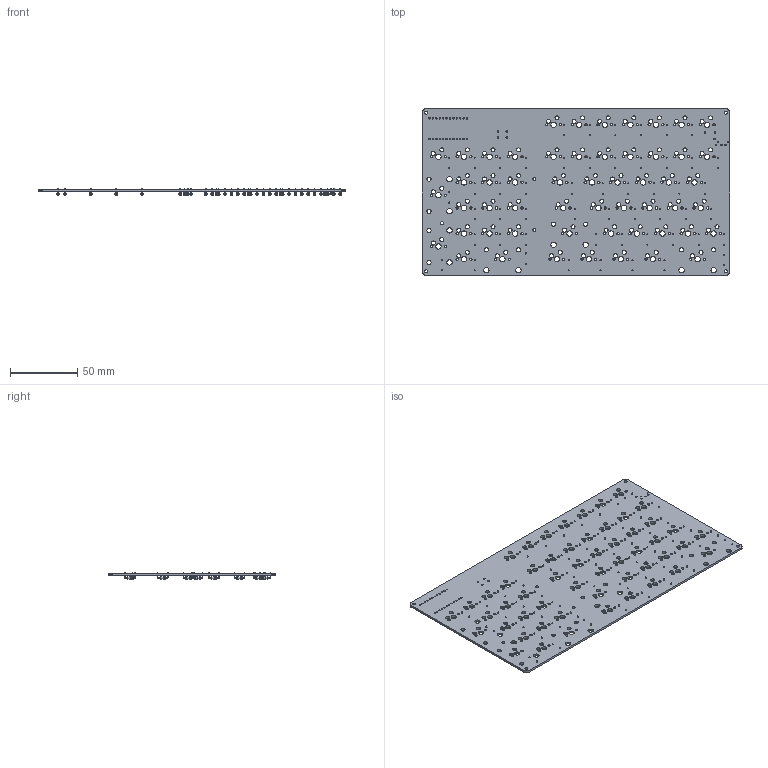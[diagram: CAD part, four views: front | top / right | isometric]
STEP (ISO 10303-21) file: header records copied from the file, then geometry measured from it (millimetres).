
FILE_DESCRIPTION(('KiCad electronic assembly'),'2;1');
FILE_NAME('Entry-left.step','2023-08-01T19:45:59',('Pcbnew'),('Kicad'), 'Open CASCADE STEP processor 7.6','KiCad to STEP converter','Unknown' );
FILE_SCHEMA(('AUTOMOTIVE_DESIGN { 1 0 10303 214 1 1 1 1 }'));
Length unit declared in the file: millimetre
Products named in the file (4): Entry-left 1; D_DO-35_SOD27_P7.62mm_Horizontal; COMPOUND; Entry-left PCB
Assembly tree (56 placements, depth 3):
  Entry-left 1
    D_DO-35_SOD27_P7.62mm_Horizontal  x54
      COMPOUND
    Entry-left PCB
Bounding box: 228.84 x 124.06 x 5.01 mm (x, y, z)
Volume: 43018.7 mm3; surface area: 61475.7 mm2
Topology: 109 solids, 109 shells, 1457 faces, 3069 edges, 1938 vertices
Faces by surface type: cylinder 759, plane 482, torus 216
Full cylindrical faces by diameter (mm): 0.5 x162, 0.8 x110, 1.1 x24, 1.3 x4, 1.75 x108, 2 x108, 2.02 x54, 2.2 x7, 3 x108, 3.048 x10, 3.988 x64
Entity records: 49103 total; most frequent: CARTESIAN_POINT 12485, DIRECTION 6739, LINE 3625, VECTOR 3625, ORIENTED_EDGE 3594, PCURVE 3594, DEFINITIONAL_REPRESENTATION 3594, EDGE_CURVE 1797
